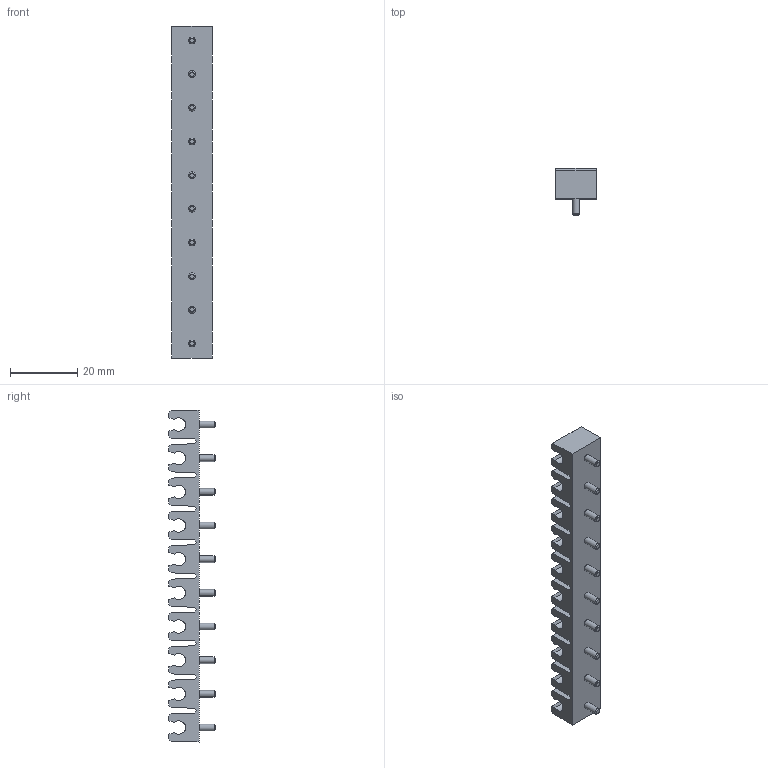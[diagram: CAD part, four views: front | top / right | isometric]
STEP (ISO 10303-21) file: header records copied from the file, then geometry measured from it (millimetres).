
FILE_DESCRIPTION(/* description */ ('STEP AP214'),/* implementation_level */ '2;1');
FILE_NAME(/* name */ '3635_KK-3',/* time_stamp */ '2024-08-25T17:53:13+02:00',/* author */ ('License CC BY-ND 4.0'),/* organization */ ('CADENAS'),/* preprocessor_version */ 'ST-DEVELOPER v19.3',/* originating_system */ 'PARTsolutions',/* authorisation */ ' ');
FILE_SCHEMA (('AUTOMOTIVE_DESIGN {1 0 10303 214 3 1 1}'));
Length unit declared in the file: millimetre
Products named in the file (1): 3635 KK-3
Bounding box: 12 x 13.8 x 98.6 mm (x, y, z)
Volume: 7155.8 mm3; surface area: 6785.8 mm2
Topology: 1 solids, 1 shells, 161 faces, 417 edges, 278 vertices
Faces by surface type: plane 121, cylinder 30, cone 10
Full cylindrical faces by diameter (mm): 2 x10, 3.5 x10
Entity records: 5942 total; most frequent: CARTESIAN_POINT 987, ORIENTED_EDGE 754, DIRECTION 751, EDGE_CURVE 377, LINE 307, VECTOR 307, VERTEX_POINT 268, AXIS2_PLACEMENT_3D 222
